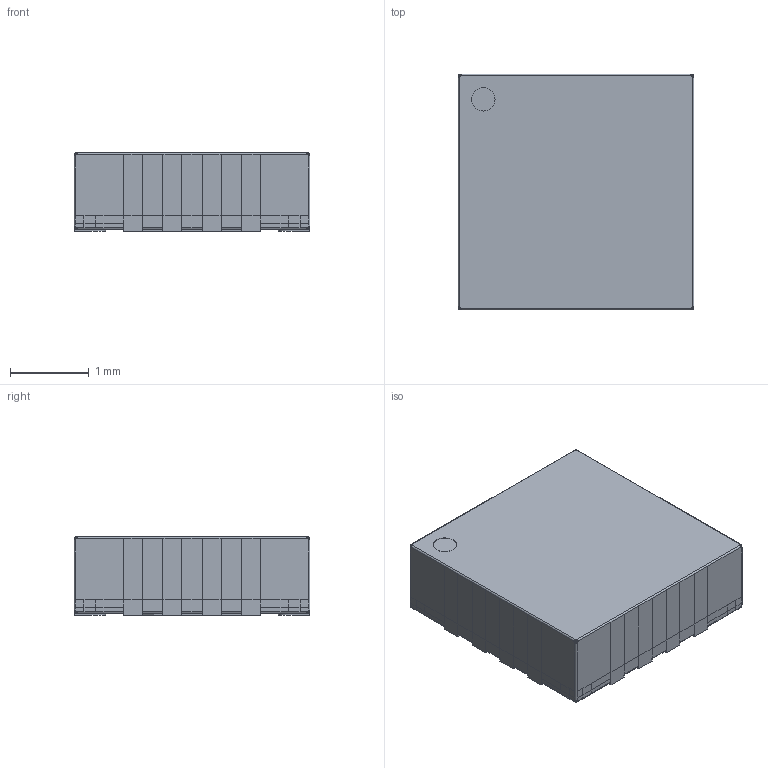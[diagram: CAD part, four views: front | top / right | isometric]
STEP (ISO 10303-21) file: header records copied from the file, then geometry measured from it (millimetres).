
FILE_DESCRIPTION(/* description */ (''),/* implementation_level */ '2;1');
FILE_NAME(/* name */ 'TI - QFN-16 - RGT0016C.step',/* time_stamp */ '2019-12-15T01:16:13+00:00',/* author */ (''),/* organization */ (''),/* preprocessor_version */ 'ST-DEVELOPER v18',/* originating_system */ 'Autodesk Translation Framework v8.12.0.6',/* authorisation */ '');
FILE_SCHEMA (('AUTOMOTIVE_DESIGN { 1 0 10303 214 3 1 1 }'));
Length unit declared in the file: millimetre
Products named in the file (2): TI - QFN-16 - RGT0016C; BODY-QFN
Assembly tree (1 placements, depth 2):
  TI - QFN-16 - RGT0016C
    BODY-QFN
Bounding box: 3 x 3 x 1 mm (x, y, z)
Volume: 8.9 mm3; surface area: 30.1 mm2
Topology: 1 solids, 1 shells, 262 faces, 670 edges, 412 vertices
Faces by surface type: plane 169, bspline 48, cylinder 45
Full cylindrical faces by diameter (mm): 0.3 x1
Entity records: 9625 total; most frequent: CARTESIAN_POINT 3267, ORIENTED_EDGE 1340, DIRECTION 1218, EDGE_CURVE 670, LINE 460, VECTOR 460, VERTEX_POINT 412, AXIS2_PLACEMENT_3D 379
